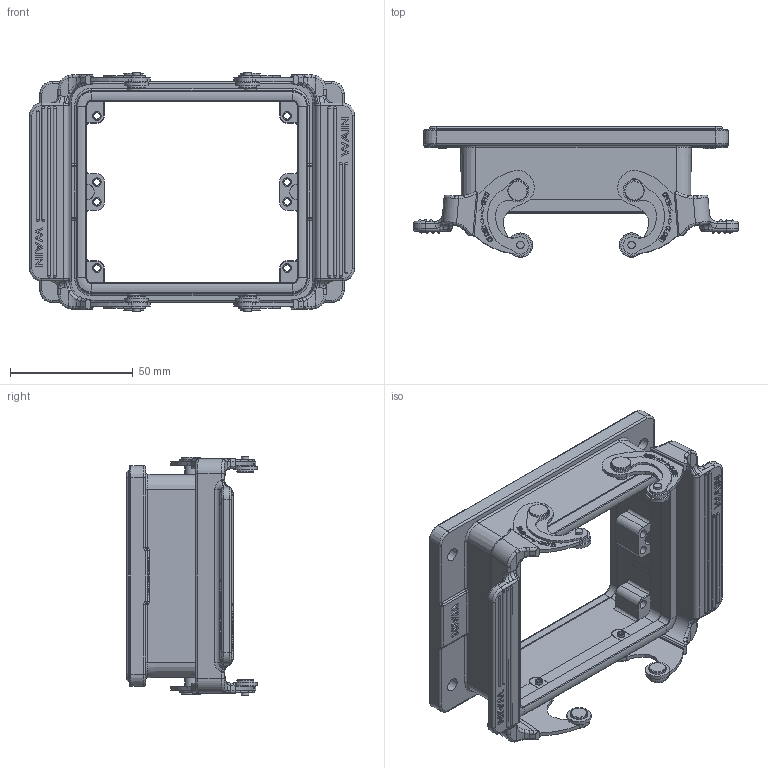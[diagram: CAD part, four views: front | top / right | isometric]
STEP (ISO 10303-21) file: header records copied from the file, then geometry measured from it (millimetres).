
FILE_DESCRIPTION(/* description */ (''),/* implementation_level */ '2;1');
FILE_NAME(/* name */ '3D_1241323411101_WV32B-BK-2L_SC_V1.1.stp',/* time_stamp */ '2023-12-20T18:29:51+08:00',/* author */ (''),/* organization */ (''),/* preprocessor_version */ 'ST-DEVELOPER v18.1',/* originating_system */ 'SIEMENS PLM Software NX 1980',/* authorisation */ '');
FILE_SCHEMA (('AP203_CONFIGURATION_CONTROLLED_3D_DESIGN_OF_MECHANICAL_PARTS_AND_ASSEMBLIES_MIM_LF { 1 0 10303 403 2 1 2}'));
Products named in the file (1): 3D_1241323411101_WV32B-BK-2L_SC_V1.0_stp
Bounding box: 132.45 x 53.12 x 97 mm (x, y, z)
Volume: 95891.6 mm3; surface area: 62277.1 mm2
Topology: 1 solids, 9 shells, 2094 faces, 5623 edges, 3569 vertices
Faces by surface type: plane 905, cylinder 710, torus 141, cone 118, sphere 84, bspline 72, extrusion 64
Full cylindrical faces by diameter (mm): 1.918 x4, 2.959 x4, 3 x4, 4.5 x4, 4.8 x4, 4.906 x4, 5 x8, 5.5 x4, 7 x4, 8 x4, 9.8 x4
Entity records: 80255 total; most frequent: CARTESIAN_POINT 25082, ORIENTED_EDGE 10782, DIRECTION 10770, EDGE_CURVE 5391, AXIS2_PLACEMENT_3D 3979, VERTEX_POINT 3509, VECTOR 2812, LINE 2748
